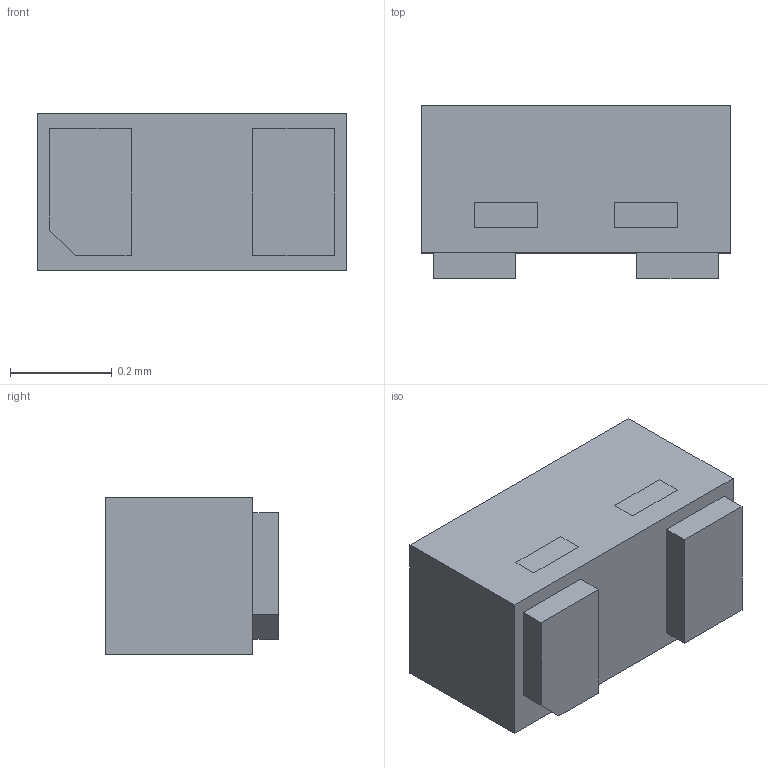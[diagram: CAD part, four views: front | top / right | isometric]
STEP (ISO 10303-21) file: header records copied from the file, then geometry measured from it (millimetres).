
FILE_DESCRIPTION (( 'STEP AP214' ), '1' );
FILE_NAME ('TESDH3V3B03P1Q0.STEP', '2024-04-01T06:26:09', ( '' ), ( '' ), 'SwSTEP 2.0', 'SolidWorks 2021', '' );
FILE_SCHEMA (( 'AUTOMOTIVE_DESIGN' ));
Length unit declared in the file: millimetre
Products named in the file (1): TESDH3V3B03P1Q0
Bounding box: 0.61 x 0.34 x 0.31 mm (x, y, z)
Volume: 0.1 mm3; surface area: 1.6 mm2
Topology: 5 solids, 5 shells, 39 faces, 87 edges, 58 vertices
Faces by surface type: plane 39
Entity records: 1139 total; most frequent: CARTESIAN_POINT 185, ORIENTED_EDGE 174, DIRECTION 167, EDGE_CURVE 87, LINE 87, VECTOR 87, VERTEX_POINT 58, EDGE_LOOP 43
